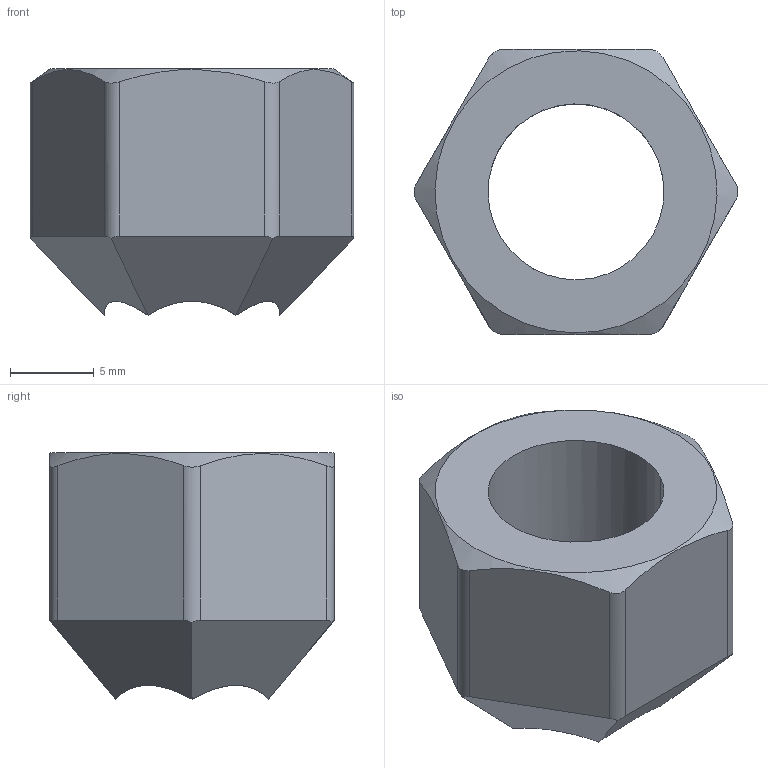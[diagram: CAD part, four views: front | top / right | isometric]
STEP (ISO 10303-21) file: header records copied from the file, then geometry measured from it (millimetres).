
FILE_DESCRIPTION(('CATIA V5 STEP Exchange'),'2;1');
FILE_NAME('Rondelle_Exaconique.stp','2024-10-24T11:31:38+00:00',('none'),('none'),'CATIA Version 5 Release 20 GA (IN-10)','CATIA V5 STEP AP203','none');
FILE_SCHEMA(('CONFIG_CONTROL_DESIGN'));
Length unit declared in the file: millimetre
Products named in the file (1): Rondelle_Exaconique
Bounding box: 19.32 x 17 x 14.74 mm (x, y, z)
Volume: 1940.9 mm3; surface area: 1453.9 mm2
Topology: 1 solids, 1 shells, 23 faces, 66 edges, 44 vertices
Faces by surface type: plane 13, cylinder 8, cone 2
Entity records: 872 total; most frequent: CARTESIAN_POINT 296, ORIENTED_EDGE 132, DIRECTION 74, EDGE_CURVE 66, VERTEX_POINT 44, B_SPLINE_CURVE_WITH_KNOTS 34, VECTOR 28, LINE 28
